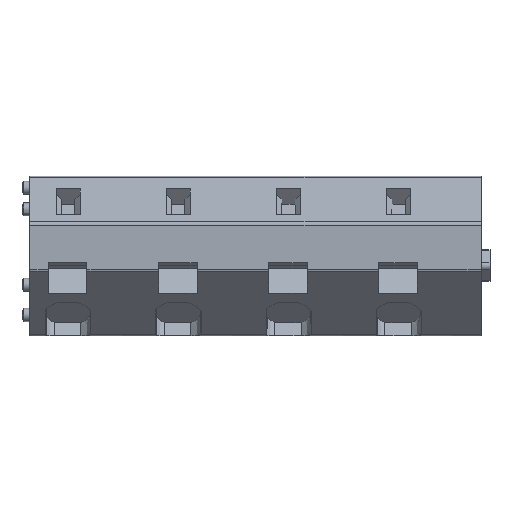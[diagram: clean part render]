
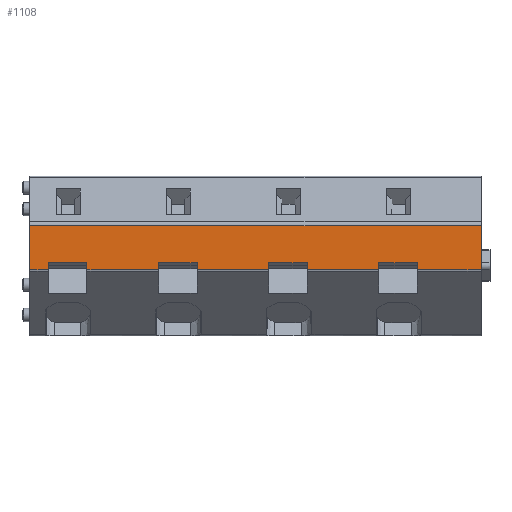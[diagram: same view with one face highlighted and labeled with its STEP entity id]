
A CAD part, top view. The second image highlights one B-rep face of the part: STEP entity #1108.
In plain terms, the highlighted planar face has unit normal (0, 0, 1).
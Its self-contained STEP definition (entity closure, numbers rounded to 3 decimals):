
#989=AXIS2_PLACEMENT_3D('Plane Axis2P3D',#986,#987,#988) ;
#791=CARTESIAN_POINT('Vertex',(41.7,5.981,16.478)) ;
#794=CARTESIAN_POINT('Line Origine',(5.,5.981,16.478)) ;
#798=CARTESIAN_POINT('Vertex',(35.9,5.981,16.478)) ;
#821=CARTESIAN_POINT('Line Origine',(5.,5.981,16.478)) ;
#825=CARTESIAN_POINT('Vertex',(25.9,5.981,16.478)) ;
#827=CARTESIAN_POINT('Vertex',(32.4,5.981,16.478)) ;
#869=CARTESIAN_POINT('Vertex',(22.4,5.981,16.478)) ;
#872=CARTESIAN_POINT('Line Origine',(5.,5.981,16.478)) ;
#876=CARTESIAN_POINT('Vertex',(15.9,5.981,16.478)) ;
#913=CARTESIAN_POINT('Vertex',(12.4,5.981,16.478)) ;
#916=CARTESIAN_POINT('Line Origine',(5.,5.981,16.478)) ;
#920=CARTESIAN_POINT('Vertex',(5.9,5.981,16.478)) ;
#957=CARTESIAN_POINT('Vertex',(2.4,5.981,16.478)) ;
#960=CARTESIAN_POINT('Line Origine',(5.,5.981,16.478)) ;
#964=CARTESIAN_POINT('Vertex',(0.7,5.981,16.478)) ;
#986=CARTESIAN_POINT('Axis2P3D Location',(0.,9.977,16.478)) ;
#991=CARTESIAN_POINT('Line Origine',(12.4,6.311,16.478)) ;
#995=CARTESIAN_POINT('Vertex',(12.4,6.642,16.478)) ;
#998=CARTESIAN_POINT('Line Origine',(14.15,6.642,16.478)) ;
#1002=CARTESIAN_POINT('Vertex',(15.9,6.642,16.478)) ;
#1005=CARTESIAN_POINT('Line Origine',(15.9,6.311,16.478)) ;
#1010=CARTESIAN_POINT('Line Origine',(22.4,6.311,16.478)) ;
#1014=CARTESIAN_POINT('Vertex',(22.4,6.642,16.478)) ;
#1017=CARTESIAN_POINT('Line Origine',(24.15,6.642,16.478)) ;
#1021=CARTESIAN_POINT('Vertex',(25.9,6.642,16.478)) ;
#1024=CARTESIAN_POINT('Line Origine',(25.9,6.311,16.478)) ;
#1029=CARTESIAN_POINT('Line Origine',(32.4,6.311,16.478)) ;
#1033=CARTESIAN_POINT('Vertex',(32.4,6.642,16.478)) ;
#1036=CARTESIAN_POINT('Line Origine',(34.15,6.642,16.478)) ;
#1040=CARTESIAN_POINT('Vertex',(35.9,6.642,16.478)) ;
#1043=CARTESIAN_POINT('Line Origine',(35.9,6.311,16.478)) ;
#1048=CARTESIAN_POINT('Line Origine',(41.7,7.979,16.478)) ;
#1052=CARTESIAN_POINT('Vertex',(41.7,9.977,16.478)) ;
#1055=CARTESIAN_POINT('Line Origine',(21.2,9.977,16.478)) ;
#1059=CARTESIAN_POINT('Vertex',(0.7,9.977,16.478)) ;
#1062=CARTESIAN_POINT('Line Origine',(0.7,7.979,16.478)) ;
#1067=CARTESIAN_POINT('Line Origine',(2.4,6.311,16.478)) ;
#1071=CARTESIAN_POINT('Vertex',(2.4,6.642,16.478)) ;
#1074=CARTESIAN_POINT('Line Origine',(4.15,6.642,16.478)) ;
#1078=CARTESIAN_POINT('Vertex',(5.9,6.642,16.478)) ;
#1081=CARTESIAN_POINT('Line Origine',(5.9,6.311,16.478)) ;
#795=DIRECTION('Vector Direction',(-1.,0.,0.)) ;
#822=DIRECTION('Vector Direction',(-1.,0.,0.)) ;
#873=DIRECTION('Vector Direction',(-1.,0.,0.)) ;
#917=DIRECTION('Vector Direction',(-1.,0.,0.)) ;
#961=DIRECTION('Vector Direction',(-1.,0.,0.)) ;
#987=DIRECTION('Axis2P3D Direction',(-0.,0.,1.)) ;
#988=DIRECTION('Axis2P3D XDirection',(0.,-1.,0.)) ;
#992=DIRECTION('Vector Direction',(0.,-1.,0.)) ;
#999=DIRECTION('Vector Direction',(-1.,0.,0.)) ;
#1006=DIRECTION('Vector Direction',(0.,-1.,0.)) ;
#1011=DIRECTION('Vector Direction',(0.,-1.,0.)) ;
#1018=DIRECTION('Vector Direction',(-1.,0.,0.)) ;
#1025=DIRECTION('Vector Direction',(0.,-1.,0.)) ;
#1030=DIRECTION('Vector Direction',(0.,-1.,0.)) ;
#1037=DIRECTION('Vector Direction',(-1.,0.,0.)) ;
#1044=DIRECTION('Vector Direction',(0.,-1.,0.)) ;
#1049=DIRECTION('Vector Direction',(0.,-1.,0.)) ;
#1056=DIRECTION('Vector Direction',(1.,0.,0.)) ;
#1063=DIRECTION('Vector Direction',(0.,-1.,0.)) ;
#1068=DIRECTION('Vector Direction',(0.,-1.,0.)) ;
#1075=DIRECTION('Vector Direction',(-1.,0.,0.)) ;
#1082=DIRECTION('Vector Direction',(0.,-1.,0.)) ;
#796=VECTOR('Line Direction',#795,1.) ;
#823=VECTOR('Line Direction',#822,1.) ;
#874=VECTOR('Line Direction',#873,1.) ;
#918=VECTOR('Line Direction',#917,1.) ;
#962=VECTOR('Line Direction',#961,1.) ;
#993=VECTOR('Line Direction',#992,1.) ;
#1000=VECTOR('Line Direction',#999,1.) ;
#1007=VECTOR('Line Direction',#1006,1.) ;
#1012=VECTOR('Line Direction',#1011,1.) ;
#1019=VECTOR('Line Direction',#1018,1.) ;
#1026=VECTOR('Line Direction',#1025,1.) ;
#1031=VECTOR('Line Direction',#1030,1.) ;
#1038=VECTOR('Line Direction',#1037,1.) ;
#1045=VECTOR('Line Direction',#1044,1.) ;
#1050=VECTOR('Line Direction',#1049,1.) ;
#1057=VECTOR('Line Direction',#1056,1.) ;
#1064=VECTOR('Line Direction',#1063,1.) ;
#1069=VECTOR('Line Direction',#1068,1.) ;
#1076=VECTOR('Line Direction',#1075,1.) ;
#1083=VECTOR('Line Direction',#1082,1.) ;
#1087=ORIENTED_EDGE('',*,*,#922,.T.) ;
#1088=ORIENTED_EDGE('',*,*,#997,.F.) ;
#1089=ORIENTED_EDGE('',*,*,#1004,.F.) ;
#1090=ORIENTED_EDGE('',*,*,#1009,.T.) ;
#1091=ORIENTED_EDGE('',*,*,#878,.T.) ;
#1092=ORIENTED_EDGE('',*,*,#1016,.F.) ;
#1093=ORIENTED_EDGE('',*,*,#1023,.F.) ;
#1094=ORIENTED_EDGE('',*,*,#1028,.T.) ;
#1095=ORIENTED_EDGE('',*,*,#829,.T.) ;
#1096=ORIENTED_EDGE('',*,*,#1035,.F.) ;
#1097=ORIENTED_EDGE('',*,*,#1042,.F.) ;
#1098=ORIENTED_EDGE('',*,*,#1047,.T.) ;
#1099=ORIENTED_EDGE('',*,*,#800,.T.) ;
#1100=ORIENTED_EDGE('',*,*,#1054,.F.) ;
#1101=ORIENTED_EDGE('',*,*,#1061,.F.) ;
#1102=ORIENTED_EDGE('',*,*,#1066,.F.) ;
#1103=ORIENTED_EDGE('',*,*,#966,.T.) ;
#1104=ORIENTED_EDGE('',*,*,#1073,.F.) ;
#1105=ORIENTED_EDGE('',*,*,#1080,.F.) ;
#1106=ORIENTED_EDGE('',*,*,#1085,.T.) ;
#1108=ADVANCED_FACE('HOUSING',(#1107),#990,.T.) ;
#800=EDGE_CURVE('',#799,#792,#797,.F.) ;
#829=EDGE_CURVE('',#826,#828,#824,.F.) ;
#878=EDGE_CURVE('',#877,#870,#875,.F.) ;
#922=EDGE_CURVE('',#921,#914,#919,.F.) ;
#966=EDGE_CURVE('',#965,#958,#963,.F.) ;
#997=EDGE_CURVE('',#996,#914,#994,.T.) ;
#1004=EDGE_CURVE('',#1003,#996,#1001,.T.) ;
#1009=EDGE_CURVE('',#1003,#877,#1008,.T.) ;
#1016=EDGE_CURVE('',#1015,#870,#1013,.T.) ;
#1023=EDGE_CURVE('',#1022,#1015,#1020,.T.) ;
#1028=EDGE_CURVE('',#1022,#826,#1027,.T.) ;
#1035=EDGE_CURVE('',#1034,#828,#1032,.T.) ;
#1042=EDGE_CURVE('',#1041,#1034,#1039,.T.) ;
#1047=EDGE_CURVE('',#1041,#799,#1046,.T.) ;
#1054=EDGE_CURVE('',#1053,#792,#1051,.T.) ;
#1061=EDGE_CURVE('',#1060,#1053,#1058,.T.) ;
#1066=EDGE_CURVE('',#965,#1060,#1065,.F.) ;
#1073=EDGE_CURVE('',#1072,#958,#1070,.T.) ;
#1080=EDGE_CURVE('',#1079,#1072,#1077,.T.) ;
#1085=EDGE_CURVE('',#1079,#921,#1084,.T.) ;
#1086=EDGE_LOOP('',(#1087,#1088,#1089,#1090,#1091,#1092,#1093,#1094,#1095,#1096,#1097,#1098,#1099,#1100,#1101,#1102,#1103,#1104,#1105,#1106)) ;
#1107=FACE_OUTER_BOUND('',#1086,.T.) ;
#797=LINE('Line',#794,#796) ;
#824=LINE('Line',#821,#823) ;
#875=LINE('Line',#872,#874) ;
#919=LINE('Line',#916,#918) ;
#963=LINE('Line',#960,#962) ;
#994=LINE('Line',#991,#993) ;
#1001=LINE('Line',#998,#1000) ;
#1008=LINE('Line',#1005,#1007) ;
#1013=LINE('Line',#1010,#1012) ;
#1020=LINE('Line',#1017,#1019) ;
#1027=LINE('Line',#1024,#1026) ;
#1032=LINE('Line',#1029,#1031) ;
#1039=LINE('Line',#1036,#1038) ;
#1046=LINE('Line',#1043,#1045) ;
#1051=LINE('Line',#1048,#1050) ;
#1058=LINE('Line',#1055,#1057) ;
#1065=LINE('Line',#1062,#1064) ;
#1070=LINE('Line',#1067,#1069) ;
#1077=LINE('Line',#1074,#1076) ;
#1084=LINE('Line',#1081,#1083) ;
#990=PLANE('',#989) ;
#792=VERTEX_POINT('',#791) ;
#799=VERTEX_POINT('',#798) ;
#826=VERTEX_POINT('',#825) ;
#828=VERTEX_POINT('',#827) ;
#870=VERTEX_POINT('',#869) ;
#877=VERTEX_POINT('',#876) ;
#914=VERTEX_POINT('',#913) ;
#921=VERTEX_POINT('',#920) ;
#958=VERTEX_POINT('',#957) ;
#965=VERTEX_POINT('',#964) ;
#996=VERTEX_POINT('',#995) ;
#1003=VERTEX_POINT('',#1002) ;
#1015=VERTEX_POINT('',#1014) ;
#1022=VERTEX_POINT('',#1021) ;
#1034=VERTEX_POINT('',#1033) ;
#1041=VERTEX_POINT('',#1040) ;
#1053=VERTEX_POINT('',#1052) ;
#1060=VERTEX_POINT('',#1059) ;
#1072=VERTEX_POINT('',#1071) ;
#1079=VERTEX_POINT('',#1078) ;
